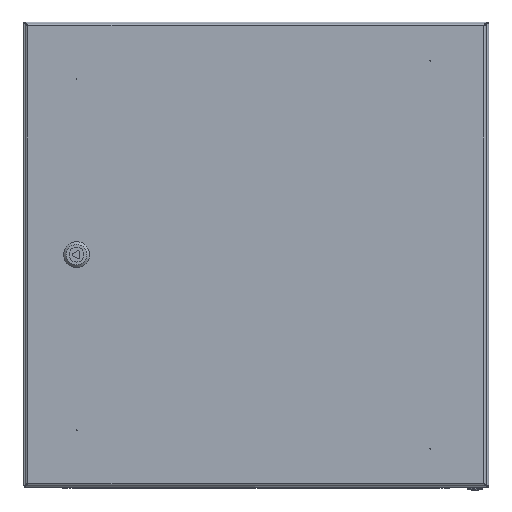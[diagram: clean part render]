
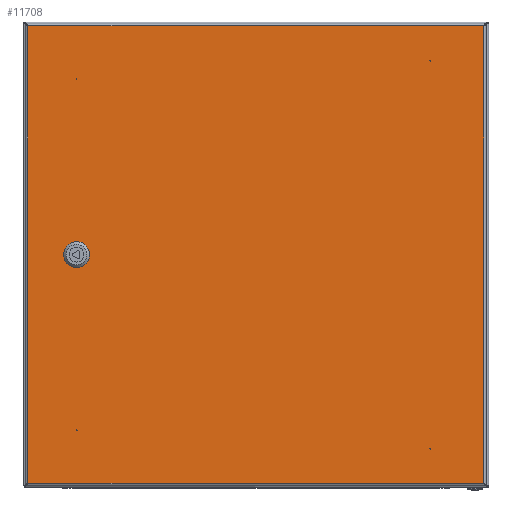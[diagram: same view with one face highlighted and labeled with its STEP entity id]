
A CAD part, top view. The second image highlights one B-rep face of the part: STEP entity #11708.
In plain terms, the highlighted face is planar.
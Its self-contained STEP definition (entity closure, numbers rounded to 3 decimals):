
#61 = CARTESIAN_POINT ( 'NONE',  ( -187.5, -208.5, -1. ) ) ;
#501 = CARTESIAN_POINT ( 'NONE',  ( -187.5, 208.5, -1. ) ) ;
#876 = CARTESIAN_POINT ( 'NONE',  ( 193., 188.5, -1. ) ) ;
#978 = ORIENTED_EDGE ( 'NONE', *, *, #30907, .T. ) ;
#1142 = CARTESIAN_POINT ( 'NONE',  ( 192.5, 0., -1. ) ) ;
#1883 = ORIENTED_EDGE ( 'NONE', *, *, #18807, .T. ) ;
#2482 = AXIS2_PLACEMENT_3D ( 'NONE', #1142, #9717, #31316 ) ;
#2523 = DIRECTION ( 'NONE',  ( 0., 1., 0. ) ) ;
#3920 = ORIENTED_EDGE ( 'NONE', *, *, #6699, .T. ) ;
#4192 = VERTEX_POINT ( 'NONE', #16624 ) ;
#4210 = DIRECTION ( 'NONE',  ( 0., 0., 1. ) ) ;
#5080 = DIRECTION ( 'NONE',  ( 1., 0., 0. ) ) ;
#5203 = VERTEX_POINT ( 'NONE', #34154 ) ;
#5283 = ORIENTED_EDGE ( 'NONE', *, *, #30866, .T. ) ;
#5916 = CARTESIAN_POINT ( 'NONE',  ( 182.25, 4.637, -1. ) ) ;
#5992 = DIRECTION ( 'NONE',  ( -1., 0., 0. ) ) ;
#6239 = EDGE_CURVE ( 'NONE', #37955, #41166, #21447, .T. ) ;
#6282 = ORIENTED_EDGE ( 'NONE', *, *, #25237, .T. ) ;
#6699 = EDGE_CURVE ( 'NONE', #6843, #6843, #46473, .T. ) ;
#6731 = FACE_BOUND ( 'NONE', #50481, .T. ) ;
#6843 = VERTEX_POINT ( 'NONE', #24861 ) ;
#7033 = ORIENTED_EDGE ( 'NONE', *, *, #35176, .T. ) ;
#7255 = CARTESIAN_POINT ( 'NONE',  ( 187.863, -10.25, -1. ) ) ;
#7276 = FACE_OUTER_BOUND ( 'NONE', #8416, .T. ) ;
#7399 = VERTEX_POINT ( 'NONE', #7255 ) ;
#7649 = CARTESIAN_POINT ( 'NONE',  ( -244.8, -245.8, -1. ) ) ;
#7993 = VERTEX_POINT ( 'NONE', #56790 ) ;
#8035 = CARTESIAN_POINT ( 'NONE',  ( 202.75, 4.637, -1. ) ) ;
#8416 = EDGE_LOOP ( 'NONE', ( #56266, #37151, #24300, #7033 ) ) ;
#8454 = VERTEX_POINT ( 'NONE', #7649 ) ;
#9717 = DIRECTION ( 'NONE',  ( 0., 0., 1. ) ) ;
#9985 = DIRECTION ( 'NONE',  ( 0., 0., 1. ) ) ;
#10802 = EDGE_CURVE ( 'NONE', #34299, #34299, #15763, .T. ) ;
#11584 = EDGE_CURVE ( 'NONE', #7993, #7993, #38483, .T. ) ;
#11708 = ADVANCED_FACE ( 'NONE', ( #24165, #20034, #56092, #6731, #7276, #34458 ), #34187, .F. ) ;
#12474 = EDGE_CURVE ( 'NONE', #27803, #26113, #54712, .T. ) ;
#12679 = VERTEX_POINT ( 'NONE', #12699 ) ;
#12699 = CARTESIAN_POINT ( 'NONE',  ( 197.137, 10.25, -1. ) ) ;
#13035 = AXIS2_PLACEMENT_3D ( 'NONE', #501, #9985, #18544 ) ;
#13232 = AXIS2_PLACEMENT_3D ( 'NONE', #48382, #22081, #44503 ) ;
#14218 = DIRECTION ( 'NONE',  ( -1., 0., 0. ) ) ;
#15085 = CIRCLE ( 'NONE', #13232, 11.25 ) ;
#15105 = CARTESIAN_POINT ( 'NONE',  ( 1242.5, 245.8, -1. ) ) ;
#15312 = CARTESIAN_POINT ( 'NONE',  ( 0., 0., -1. ) ) ;
#15763 = CIRCLE ( 'NONE', #29927, 0.5 ) ;
#15992 = CARTESIAN_POINT ( 'NONE',  ( 192.5, 188.5, -1. ) ) ;
#16097 = VERTEX_POINT ( 'NONE', #41757 ) ;
#16624 = CARTESIAN_POINT ( 'NONE',  ( 244.8, -245.8, -1. ) ) ;
#16771 = DIRECTION ( 'NONE',  ( 1., 0., 0. ) ) ;
#17480 = EDGE_CURVE ( 'NONE', #41166, #12679, #28917, .T. ) ;
#17622 = VECTOR ( 'NONE', #14218, 1000. ) ;
#18039 = VERTEX_POINT ( 'NONE', #876 ) ;
#18544 = DIRECTION ( 'NONE',  ( -1., 0., 0. ) ) ;
#18807 = EDGE_CURVE ( 'NONE', #18039, #18039, #24321, .T. ) ;
#19125 = VECTOR ( 'NONE', #2523, 1000. ) ;
#19807 = DIRECTION ( 'NONE',  ( 0., -1., 0. ) ) ;
#20034 = FACE_BOUND ( 'NONE', #54833, .T. ) ;
#21161 = DIRECTION ( 'NONE',  ( 0., -1., 0. ) ) ;
#21447 = LINE ( 'NONE', #39459, #19125 ) ;
#21969 = ORIENTED_EDGE ( 'NONE', *, *, #45654, .T. ) ;
#22081 = DIRECTION ( 'NONE',  ( 0., 0., 1. ) ) ;
#23937 = LINE ( 'NONE', #37807, #38420 ) ;
#24165 = FACE_BOUND ( 'NONE', #25055, .T. ) ;
#24300 = ORIENTED_EDGE ( 'NONE', *, *, #52023, .T. ) ;
#24321 = CIRCLE ( 'NONE', #37504, 0.5 ) ;
#24861 = CARTESIAN_POINT ( 'NONE',  ( -187., -208.5, -1. ) ) ;
#25055 = EDGE_LOOP ( 'NONE', ( #37369 ) ) ;
#25161 = EDGE_CURVE ( 'NONE', #26113, #8454, #44851, .T. ) ;
#25237 = EDGE_CURVE ( 'NONE', #56106, #16097, #36969, .T. ) ;
#25395 = VECTOR ( 'NONE', #34856, 1000. ) ;
#26113 = VERTEX_POINT ( 'NONE', #34945 ) ;
#27121 = ORIENTED_EDGE ( 'NONE', *, *, #35731, .T. ) ;
#27803 = VERTEX_POINT ( 'NONE', #37323 ) ;
#28917 = CIRCLE ( 'NONE', #2482, 11.25 ) ;
#29428 = VECTOR ( 'NONE', #58189, 1000. ) ;
#29927 = AXIS2_PLACEMENT_3D ( 'NONE', #55658, #37880, #5992 ) ;
#30207 = VERTEX_POINT ( 'NONE', #49000 ) ;
#30487 = EDGE_CURVE ( 'NONE', #12679, #56106, #33173, .T. ) ;
#30866 = EDGE_CURVE ( 'NONE', #16097, #30207, #33653, .T. ) ;
#30907 = EDGE_CURVE ( 'NONE', #7399, #5203, #23937, .T. ) ;
#31022 = DIRECTION ( 'NONE',  ( 1., 0., 0. ) ) ;
#31316 = DIRECTION ( 'NONE',  ( 1., 0., 0. ) ) ;
#33173 = LINE ( 'NONE', #47019, #44979 ) ;
#33653 = LINE ( 'NONE', #5916, #48816 ) ;
#34004 = DIRECTION ( 'NONE',  ( 1., 0., 0. ) ) ;
#34154 = CARTESIAN_POINT ( 'NONE',  ( 197.137, -10.25, -1. ) ) ;
#34157 = CARTESIAN_POINT ( 'NONE',  ( 244.8, 1491., -1. ) ) ;
#34187 = PLANE ( 'NONE',  #43985 ) ;
#34299 = VERTEX_POINT ( 'NONE', #38748 ) ;
#34458 = FACE_BOUND ( 'NONE', #42907, .T. ) ;
#34856 = DIRECTION ( 'NONE',  ( -1., 0., 0. ) ) ;
#34945 = CARTESIAN_POINT ( 'NONE',  ( -244.8, 245.8, -1. ) ) ;
#35176 = EDGE_CURVE ( 'NONE', #4192, #8454, #48153, .T. ) ;
#35731 = EDGE_CURVE ( 'NONE', #5203, #37955, #15085, .T. ) ;
#36843 = ORIENTED_EDGE ( 'NONE', *, *, #11584, .T. ) ;
#36969 = CIRCLE ( 'NONE', #47334, 11.25 ) ;
#37151 = ORIENTED_EDGE ( 'NONE', *, *, #12474, .F. ) ;
#37323 = CARTESIAN_POINT ( 'NONE',  ( 244.8, 245.8, -1. ) ) ;
#37369 = ORIENTED_EDGE ( 'NONE', *, *, #10802, .T. ) ;
#37503 = DIRECTION ( 'NONE',  ( 1., 0., 0. ) ) ;
#37504 = AXIS2_PLACEMENT_3D ( 'NONE', #15992, #47291, #34004 ) ;
#37807 = CARTESIAN_POINT ( 'NONE',  ( 197.137, -10.25, -1. ) ) ;
#37880 = DIRECTION ( 'NONE',  ( 0., 0., 1. ) ) ;
#37955 = VERTEX_POINT ( 'NONE', #42567 ) ;
#38420 = VECTOR ( 'NONE', #37503, 1000. ) ;
#38483 = CIRCLE ( 'NONE', #13035, 0.5 ) ;
#38748 = CARTESIAN_POINT ( 'NONE',  ( 192., -188.5, -1. ) ) ;
#39459 = CARTESIAN_POINT ( 'NONE',  ( 202.75, 4.637, -1. ) ) ;
#39508 = DIRECTION ( 'NONE',  ( 0., 0., 1. ) ) ;
#40701 = VECTOR ( 'NONE', #21161, 1000. ) ;
#41166 = VERTEX_POINT ( 'NONE', #8035 ) ;
#41757 = CARTESIAN_POINT ( 'NONE',  ( 182.25, 4.637, -1. ) ) ;
#42567 = CARTESIAN_POINT ( 'NONE',  ( 202.75, -4.637, -1. ) ) ;
#42907 = EDGE_LOOP ( 'NONE', ( #6282, #5283, #21969, #978, #27121, #46592, #58200, #52984 ) ) ;
#43985 = AXIS2_PLACEMENT_3D ( 'NONE', #15312, #47747, #51359 ) ;
#44291 = CARTESIAN_POINT ( 'NONE',  ( -244.8, 1491., -1. ) ) ;
#44503 = DIRECTION ( 'NONE',  ( 1., 0., 0. ) ) ;
#44851 = LINE ( 'NONE', #44291, #29428 ) ;
#44979 = VECTOR ( 'NONE', #52067, 1000. ) ;
#45654 = EDGE_CURVE ( 'NONE', #30207, #7399, #58191, .T. ) ;
#46473 = CIRCLE ( 'NONE', #55960, 0.5 ) ;
#46592 = ORIENTED_EDGE ( 'NONE', *, *, #6239, .T. ) ;
#47019 = CARTESIAN_POINT ( 'NONE',  ( 197.137, 10.25, -1. ) ) ;
#47291 = DIRECTION ( 'NONE',  ( 0., 0., 1. ) ) ;
#47334 = AXIS2_PLACEMENT_3D ( 'NONE', #57643, #53196, #31022 ) ;
#47713 = LINE ( 'NONE', #34157, #40701 ) ;
#47747 = DIRECTION ( 'NONE',  ( 0., 0., 1. ) ) ;
#48153 = LINE ( 'NONE', #55675, #25395 ) ;
#48382 = CARTESIAN_POINT ( 'NONE',  ( 192.5, 0., -1. ) ) ;
#48816 = VECTOR ( 'NONE', #19807, 1000. ) ;
#49000 = CARTESIAN_POINT ( 'NONE',  ( 182.25, -4.637, -1. ) ) ;
#50481 = EDGE_LOOP ( 'NONE', ( #3920 ) ) ;
#51268 = EDGE_LOOP ( 'NONE', ( #36843 ) ) ;
#51359 = DIRECTION ( 'NONE',  ( 1., 0., 0. ) ) ;
#51609 = AXIS2_PLACEMENT_3D ( 'NONE', #57251, #39508, #16771 ) ;
#52023 = EDGE_CURVE ( 'NONE', #27803, #4192, #47713, .T. ) ;
#52067 = DIRECTION ( 'NONE',  ( -1., 0., 0. ) ) ;
#52984 = ORIENTED_EDGE ( 'NONE', *, *, #30487, .T. ) ;
#53196 = DIRECTION ( 'NONE',  ( 0., 0., 1. ) ) ;
#53321 = CARTESIAN_POINT ( 'NONE',  ( 187.863, 10.25, -1. ) ) ;
#54712 = LINE ( 'NONE', #15105, #17622 ) ;
#54833 = EDGE_LOOP ( 'NONE', ( #1883 ) ) ;
#55658 = CARTESIAN_POINT ( 'NONE',  ( 192.5, -188.5, -1. ) ) ;
#55675 = CARTESIAN_POINT ( 'NONE',  ( 1242.5, -245.8, -1. ) ) ;
#55960 = AXIS2_PLACEMENT_3D ( 'NONE', #61, #4210, #5080 ) ;
#56092 = FACE_BOUND ( 'NONE', #51268, .T. ) ;
#56106 = VERTEX_POINT ( 'NONE', #53321 ) ;
#56266 = ORIENTED_EDGE ( 'NONE', *, *, #25161, .F. ) ;
#56790 = CARTESIAN_POINT ( 'NONE',  ( -188., 208.5, -1. ) ) ;
#57251 = CARTESIAN_POINT ( 'NONE',  ( 192.5, 0., -1. ) ) ;
#57643 = CARTESIAN_POINT ( 'NONE',  ( 192.5, 0., -1. ) ) ;
#58189 = DIRECTION ( 'NONE',  ( 0., -1., 0. ) ) ;
#58191 = CIRCLE ( 'NONE', #51609, 11.25 ) ;
#58200 = ORIENTED_EDGE ( 'NONE', *, *, #17480, .T. ) ;
